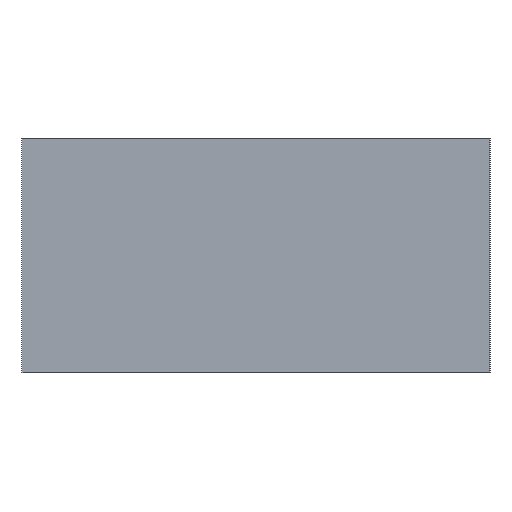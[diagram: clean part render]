
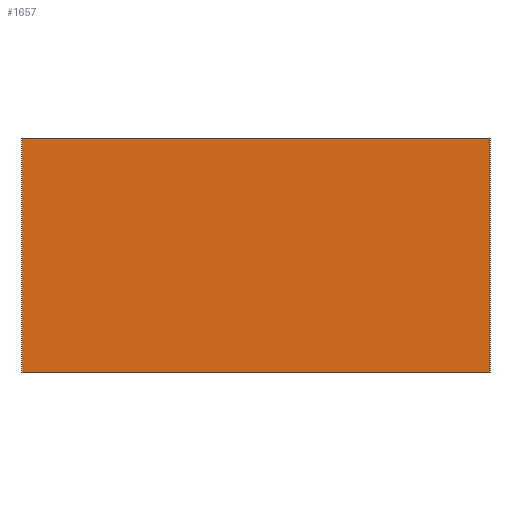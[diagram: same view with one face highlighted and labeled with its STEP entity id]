
A CAD part, left-side view. The second image highlights one B-rep face of the part: STEP entity #1657.
In plain terms, the highlighted planar face has unit normal (-1, 0, 0).
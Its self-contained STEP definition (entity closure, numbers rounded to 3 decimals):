
#827=VERTEX_POINT('',#2231);
#855=VERTEX_POINT('',#2260);
#1051=EDGE_CURVE('',#1303,#827,#2480,.T.);
#1271=VERTEX_POINT('',#2731);
#1303=VERTEX_POINT('',#2765);
#1657=ADVANCED_FACE('',(#3172),#3173,.T.);
#1793=EDGE_CURVE('',#827,#1271,#3320,.T.);
#1795=EDGE_CURVE('',#855,#1303,#3322,.T.);
#2031=EDGE_CURVE('',#855,#1271,#3581,.T.);
#2231=CARTESIAN_POINT('',(-30.0,-30.,30.0));
#2260=CARTESIAN_POINT('',(-30.0,30.0,0.0));
#2480=LINE('',#4141,#4142);
#2731=CARTESIAN_POINT('',(-30.0,30.0,30.0));
#2765=CARTESIAN_POINT('',(-30.0,-30.,0.0));
#3172=FACE_OUTER_BOUND('',#5028,.T.);
#3173=PLANE('',#5029);
#3320=LINE('',#5227,#5228);
#3322=LINE('',#5231,#5232);
#3581=LINE('',#5577,#5578);
#4141=CARTESIAN_POINT('',(-30.0,-30.,0.0));
#4142=VECTOR('',#6164,1.0);
#5028=EDGE_LOOP('',(#7175,#7176,#7177,#7178));
#5029=AXIS2_PLACEMENT_3D('',#7179,#7180,#7181);
#5227=CARTESIAN_POINT('',(-30.0,30.0,30.0));
#5228=VECTOR('',#7355,1.0);
#5231=CARTESIAN_POINT('',(-30.0,30.0,0.0));
#5232=VECTOR('',#7356,1.0);
#5577=CARTESIAN_POINT('',(-30.0,30.0,0.0));
#5578=VECTOR('',#7690,1.0);
#6164=DIRECTION('',(0.0,0.0,1.0));
#7175=ORIENTED_EDGE('',*,*,#1793,.T.);
#7176=ORIENTED_EDGE('',*,*,#2031,.F.);
#7177=ORIENTED_EDGE('',*,*,#1795,.T.);
#7178=ORIENTED_EDGE('',*,*,#1051,.T.);
#7179=CARTESIAN_POINT('',(-30.0,-30.,0.0));
#7180=DIRECTION('',(-1.0,0.0,0.0));
#7181=DIRECTION('',(0.0,0.0,1.0));
#7355=DIRECTION('',(0.0,1.0,0.0));
#7356=DIRECTION('',(0.0,-1.0,0.0));
#7690=DIRECTION('',(0.0,0.0,1.0));
